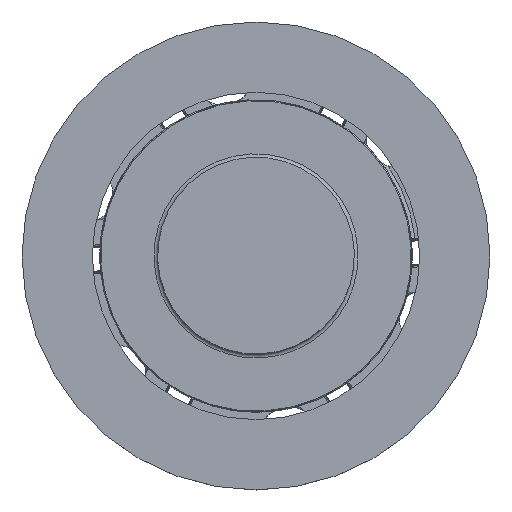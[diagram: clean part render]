
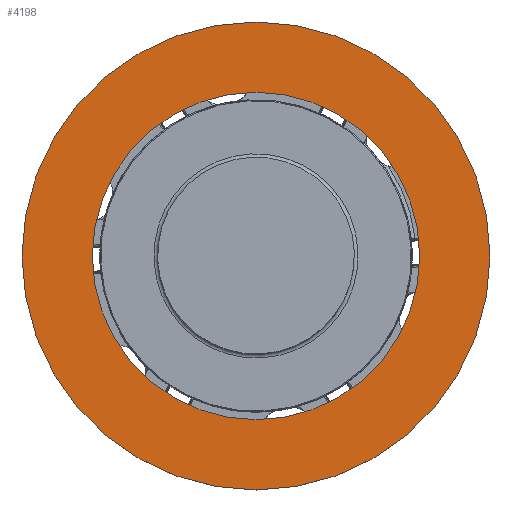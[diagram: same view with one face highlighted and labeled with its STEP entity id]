
A CAD part, top view. The second image highlights one B-rep face of the part: STEP entity #4198.
In plain terms, the highlighted planar face has unit normal (0, 0, 1).
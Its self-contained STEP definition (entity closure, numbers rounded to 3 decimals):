
#128=FACE_BOUND('',#6057,.T.);
#129=FACE_BOUND('',#6058,.T.);
#1013=PLANE('',#16249);
#4198=ADVANCED_FACE('',(#128,#129),#1013,.F.);
#6057=EDGE_LOOP('',(#11036));
#6058=EDGE_LOOP('',(#11037));
#6700=CIRCLE('',#16245,49.94);
#6702=CIRCLE('',#16248,34.94);
#11036=ORIENTED_EDGE('',*,*,#14507,.F.);
#11037=ORIENTED_EDGE('',*,*,#14505,.T.);
#12336=VERTEX_POINT('',#27758);
#12338=VERTEX_POINT('',#27763);
#14505=EDGE_CURVE('',#12336,#12336,#6700,.T.);
#14507=EDGE_CURVE('',#12338,#12338,#6702,.T.);
#16245=AXIS2_PLACEMENT_3D('',#27757,#20319,#20320);
#16248=AXIS2_PLACEMENT_3D('',#27762,#20325,#20326);
#16249=AXIS2_PLACEMENT_3D('',#27764,#20327,#20328);
#20319=DIRECTION('',(0.,0.,1.));
#20320=DIRECTION('',(-1.,0.,0.));
#20325=DIRECTION('',(0.,0.,1.));
#20326=DIRECTION('',(-1.,0.,0.));
#20327=DIRECTION('',(0.,0.,-1.));
#20328=DIRECTION('',(-1.,0.,0.));
#27757=CARTESIAN_POINT('',(0.,0.,-46.));
#27758=CARTESIAN_POINT('',(-49.94,0.,-46.));
#27762=CARTESIAN_POINT('',(0.,0.,-46.));
#27763=CARTESIAN_POINT('',(-34.94,0.,-46.));
#27764=CARTESIAN_POINT('',(49.94,0.,-46.));
